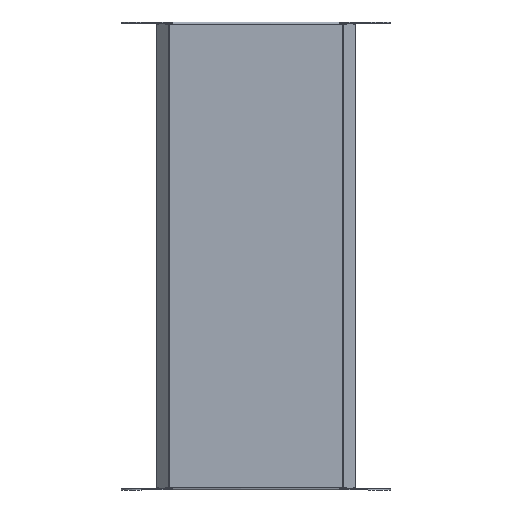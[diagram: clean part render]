
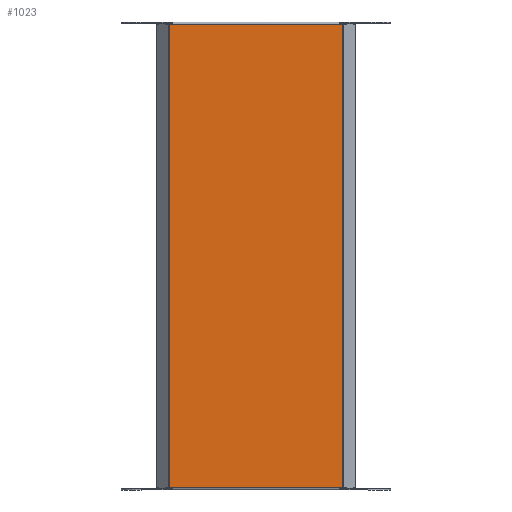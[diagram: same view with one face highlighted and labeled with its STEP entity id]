
A CAD part, front view. The second image highlights one B-rep face of the part: STEP entity #1023.
In plain terms, the highlighted planar face has unit normal (0, -1, 0).
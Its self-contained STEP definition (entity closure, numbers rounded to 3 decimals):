
#24 = CARTESIAN_POINT ( 'NONE',  ( -93.25, 0., 247.5 ) ) ;
#33 = VECTOR ( 'NONE', #2570, 1000. ) ;
#74 = VECTOR ( 'NONE', #1960, 1000. ) ;
#134 = DIRECTION ( 'NONE',  ( 0., 1., 0. ) ) ;
#140 = CARTESIAN_POINT ( 'NONE',  ( -93.25, 0., 247.5 ) ) ;
#166 = CARTESIAN_POINT ( 'NONE',  ( 91.75, 0., 247.5 ) ) ;
#178 = CARTESIAN_POINT ( 'NONE',  ( -93.25, 0., 247.5 ) ) ;
#182 = VECTOR ( 'NONE', #3108, 1000. ) ;
#206 = EDGE_CURVE ( 'NONE', #911, #2285, #4282, .T. ) ;
#225 = DIRECTION ( 'NONE',  ( 0., 0., -1. ) ) ;
#229 = EDGE_CURVE ( 'NONE', #1597, #1769, #391, .T. ) ;
#254 = ORIENTED_EDGE ( 'NONE', *, *, #229, .F. ) ;
#257 = FACE_OUTER_BOUND ( 'NONE', #2975, .T. ) ;
#354 = ORIENTED_EDGE ( 'NONE', *, *, #3540, .T. ) ;
#391 = LINE ( 'NONE', #2721, #4224 ) ;
#433 = VERTEX_POINT ( 'NONE', #4761 ) ;
#468 = ORIENTED_EDGE ( 'NONE', *, *, #3379, .F. ) ;
#489 = ORIENTED_EDGE ( 'NONE', *, *, #4678, .F. ) ;
#526 = CARTESIAN_POINT ( 'NONE',  ( -93.25, 0., -247.5 ) ) ;
#650 = DIRECTION ( 'NONE',  ( 1., 0., 0. ) ) ;
#714 = ORIENTED_EDGE ( 'NONE', *, *, #954, .T. ) ;
#730 = LINE ( 'NONE', #3128, #3087 ) ;
#762 = DIRECTION ( 'NONE',  ( 0., -1., 0. ) ) ;
#871 = CARTESIAN_POINT ( 'NONE',  ( 102.907, 0., 247.5 ) ) ;
#881 = DIRECTION ( 'NONE',  ( -1., 0., 0. ) ) ;
#911 = VERTEX_POINT ( 'NONE', #3688 ) ;
#954 = EDGE_CURVE ( 'NONE', #3109, #4555, #4658, .T. ) ;
#1023 = ADVANCED_FACE ( 'NONE', ( #257 ), #3363, .T. ) ;
#1031 = VECTOR ( 'NONE', #3647, 1000. ) ;
#1183 = VERTEX_POINT ( 'NONE', #871 ) ;
#1206 = DIRECTION ( 'NONE',  ( 0., 0., -1. ) ) ;
#1253 = CARTESIAN_POINT ( 'NONE',  ( 93.25, 0., 247.5 ) ) ;
#1323 = ORIENTED_EDGE ( 'NONE', *, *, #4170, .F. ) ;
#1371 = LINE ( 'NONE', #1745, #1031 ) ;
#1373 = ORIENTED_EDGE ( 'NONE', *, *, #206, .F. ) ;
#1515 = CARTESIAN_POINT ( 'NONE',  ( -90.5, 0., 247.75 ) ) ;
#1533 = CARTESIAN_POINT ( 'NONE',  ( -90.5, 0., -247.75 ) ) ;
#1576 = CARTESIAN_POINT ( 'NONE',  ( 93.25, 0., -247.5 ) ) ;
#1597 = VERTEX_POINT ( 'NONE', #1515 ) ;
#1614 = VERTEX_POINT ( 'NONE', #1533 ) ;
#1624 = EDGE_CURVE ( 'NONE', #3228, #4158, #4075, .T. ) ;
#1643 = CIRCLE ( 'NONE', #3378, 3.25 ) ;
#1719 = LINE ( 'NONE', #2002, #182 ) ;
#1745 = CARTESIAN_POINT ( 'NONE',  ( -144., 0., -247.5 ) ) ;
#1760 = VERTEX_POINT ( 'NONE', #4387 ) ;
#1763 = ORIENTED_EDGE ( 'NONE', *, *, #2073, .T. ) ;
#1769 = VERTEX_POINT ( 'NONE', #4426 ) ;
#1790 = ORIENTED_EDGE ( 'NONE', *, *, #1624, .F. ) ;
#1879 = CARTESIAN_POINT ( 'NONE',  ( -91.75, 0., 250.75 ) ) ;
#1926 = VECTOR ( 'NONE', #2675, 1000. ) ;
#1960 = DIRECTION ( 'NONE',  ( 1., 0., 0. ) ) ;
#2002 = CARTESIAN_POINT ( 'NONE',  ( 102.907, 0., 250. ) ) ;
#2005 = EDGE_CURVE ( 'NONE', #433, #3231, #2763, .T. ) ;
#2022 = DIRECTION ( 'NONE',  ( 0., 0., 1. ) ) ;
#2073 = EDGE_CURVE ( 'NONE', #911, #1614, #4410, .T. ) ;
#2077 = CARTESIAN_POINT ( 'NONE',  ( -93.25, 0., -247.5 ) ) ;
#2126 = VECTOR ( 'NONE', #4598, 1000. ) ;
#2181 = LINE ( 'NONE', #3145, #2126 ) ;
#2194 = EDGE_CURVE ( 'NONE', #1614, #3772, #2181, .T. ) ;
#2217 = DIRECTION ( 'NONE',  ( 0., 1., 0. ) ) ;
#2281 = ORIENTED_EDGE ( 'NONE', *, *, #2005, .T. ) ;
#2285 = VERTEX_POINT ( 'NONE', #2077 ) ;
#2304 = DIRECTION ( 'NONE',  ( 1., 0., 0. ) ) ;
#2448 = CIRCLE ( 'NONE', #2838, 3.25 ) ;
#2570 = DIRECTION ( 'NONE',  ( -1., 0., 0. ) ) ;
#2609 = EDGE_CURVE ( 'NONE', #1183, #3231, #1719, .T. ) ;
#2636 = LINE ( 'NONE', #3980, #3587 ) ;
#2657 = DIRECTION ( 'NONE',  ( 0., 0., -1. ) ) ;
#2675 = DIRECTION ( 'NONE',  ( 1., 0., 0. ) ) ;
#2685 = LINE ( 'NONE', #526, #4330 ) ;
#2721 = CARTESIAN_POINT ( 'NONE',  ( -144., 0., 247.75 ) ) ;
#2763 = LINE ( 'NONE', #1576, #74 ) ;
#2838 = AXIS2_PLACEMENT_3D ( 'NONE', #4501, #3424, #1206 ) ;
#2896 = EDGE_CURVE ( 'NONE', #2285, #1760, #1371, .T. ) ;
#2900 = ORIENTED_EDGE ( 'NONE', *, *, #4549, .T. ) ;
#2975 = EDGE_LOOP ( 'NONE', ( #3075, #2900, #489, #2281, #3084, #468, #1790, #3377, #254, #354, #3276, #714, #1323, #4336, #1373, #1763 ) ) ;
#2990 = CARTESIAN_POINT ( 'NONE',  ( -144., 0., 250. ) ) ;
#3054 = CARTESIAN_POINT ( 'NONE',  ( 91.75, 0., -247.5 ) ) ;
#3075 = ORIENTED_EDGE ( 'NONE', *, *, #2194, .T. ) ;
#3084 = ORIENTED_EDGE ( 'NONE', *, *, #2609, .F. ) ;
#3087 = VECTOR ( 'NONE', #2022, 1000. ) ;
#3108 = DIRECTION ( 'NONE',  ( 0., 0., -1. ) ) ;
#3109 = VERTEX_POINT ( 'NONE', #140 ) ;
#3128 = CARTESIAN_POINT ( 'NONE',  ( -102.907, 0., 250. ) ) ;
#3145 = CARTESIAN_POINT ( 'NONE',  ( -144., 0., -247.75 ) ) ;
#3205 = AXIS2_PLACEMENT_3D ( 'NONE', #3433, #134, #3841 ) ;
#3228 = VERTEX_POINT ( 'NONE', #166 ) ;
#3231 = VERTEX_POINT ( 'NONE', #3895 ) ;
#3276 = ORIENTED_EDGE ( 'NONE', *, *, #3673, .F. ) ;
#3336 = VECTOR ( 'NONE', #4635, 1000. ) ;
#3355 = DIRECTION ( 'NONE',  ( 0., 0., -1. ) ) ;
#3363 = PLANE ( 'NONE',  #4436 ) ;
#3377 = ORIENTED_EDGE ( 'NONE', *, *, #3777, .T. ) ;
#3378 = AXIS2_PLACEMENT_3D ( 'NONE', #1879, #2217, #3355 ) ;
#3379 = EDGE_CURVE ( 'NONE', #4158, #1183, #2636, .T. ) ;
#3424 = DIRECTION ( 'NONE',  ( 0., 1., 0. ) ) ;
#3433 = CARTESIAN_POINT ( 'NONE',  ( -91.75, 0., -250.75 ) ) ;
#3450 = CARTESIAN_POINT ( 'NONE',  ( -91.75, 0., 247.5 ) ) ;
#3528 = DIRECTION ( 'NONE',  ( 1., 0., 0. ) ) ;
#3540 = EDGE_CURVE ( 'NONE', #1597, #3723, #1643, .T. ) ;
#3587 = VECTOR ( 'NONE', #650, 1000. ) ;
#3647 = DIRECTION ( 'NONE',  ( -1., 0., 0. ) ) ;
#3673 = EDGE_CURVE ( 'NONE', #3109, #3723, #4740, .T. ) ;
#3688 = CARTESIAN_POINT ( 'NONE',  ( -91.75, 0., -247.5 ) ) ;
#3723 = VERTEX_POINT ( 'NONE', #3450 ) ;
#3772 = VERTEX_POINT ( 'NONE', #4558 ) ;
#3777 = EDGE_CURVE ( 'NONE', #3228, #1769, #4231, .T. ) ;
#3808 = CARTESIAN_POINT ( 'NONE',  ( -102.907, 0., 247.5 ) ) ;
#3841 = DIRECTION ( 'NONE',  ( 0., 0., -1. ) ) ;
#3889 = DIRECTION ( 'NONE',  ( 0., 1., 0. ) ) ;
#3895 = CARTESIAN_POINT ( 'NONE',  ( 102.907, 0., -247.5 ) ) ;
#3980 = CARTESIAN_POINT ( 'NONE',  ( -144., 0., 247.5 ) ) ;
#4075 = LINE ( 'NONE', #4546, #4415 ) ;
#4158 = VERTEX_POINT ( 'NONE', #1253 ) ;
#4170 = EDGE_CURVE ( 'NONE', #1760, #4555, #730, .T. ) ;
#4224 = VECTOR ( 'NONE', #3528, 1000. ) ;
#4231 = CIRCLE ( 'NONE', #4241, 3.25 ) ;
#4241 = AXIS2_PLACEMENT_3D ( 'NONE', #4274, #3889, #225 ) ;
#4253 = CARTESIAN_POINT ( 'NONE',  ( -93.25, 0., -247.5 ) ) ;
#4274 = CARTESIAN_POINT ( 'NONE',  ( 91.75, 0., 250.75 ) ) ;
#4282 = LINE ( 'NONE', #4253, #3336 ) ;
#4330 = VECTOR ( 'NONE', #881, 1000. ) ;
#4336 = ORIENTED_EDGE ( 'NONE', *, *, #2896, .F. ) ;
#4387 = CARTESIAN_POINT ( 'NONE',  ( -102.907, 0., -247.5 ) ) ;
#4410 = CIRCLE ( 'NONE', #3205, 3.25 ) ;
#4415 = VECTOR ( 'NONE', #2304, 1000. ) ;
#4426 = CARTESIAN_POINT ( 'NONE',  ( 90.5, 0., 247.75 ) ) ;
#4436 = AXIS2_PLACEMENT_3D ( 'NONE', #2990, #762, #2657 ) ;
#4499 = VERTEX_POINT ( 'NONE', #3054 ) ;
#4501 = CARTESIAN_POINT ( 'NONE',  ( 91.75, 0., -250.75 ) ) ;
#4546 = CARTESIAN_POINT ( 'NONE',  ( -93.25, 0., 247.5 ) ) ;
#4549 = EDGE_CURVE ( 'NONE', #3772, #4499, #2448, .T. ) ;
#4555 = VERTEX_POINT ( 'NONE', #3808 ) ;
#4558 = CARTESIAN_POINT ( 'NONE',  ( 90.5, 0., -247.75 ) ) ;
#4598 = DIRECTION ( 'NONE',  ( 1., 0., 0. ) ) ;
#4635 = DIRECTION ( 'NONE',  ( -1., 0., 0. ) ) ;
#4658 = LINE ( 'NONE', #24, #33 ) ;
#4678 = EDGE_CURVE ( 'NONE', #433, #4499, #2685, .T. ) ;
#4740 = LINE ( 'NONE', #178, #1926 ) ;
#4761 = CARTESIAN_POINT ( 'NONE',  ( 93.25, 0., -247.5 ) ) ;
